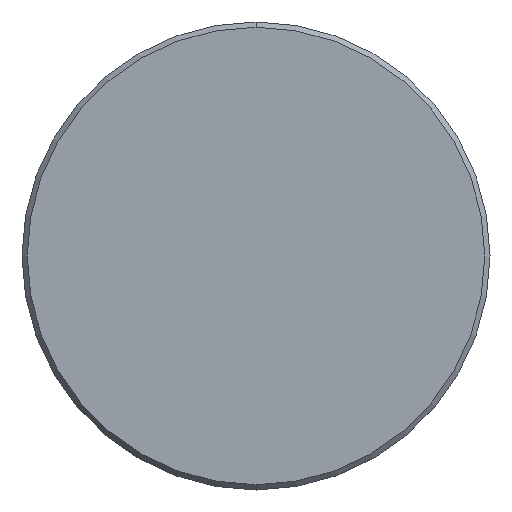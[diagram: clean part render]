
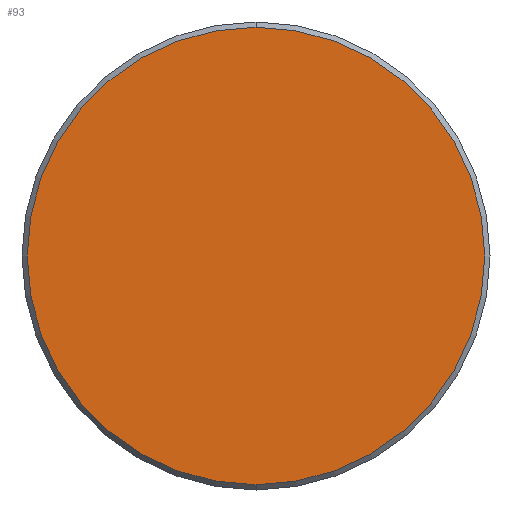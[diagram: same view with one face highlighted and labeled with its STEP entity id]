
A CAD part, front view. The second image highlights one B-rep face of the part: STEP entity #93.
In plain terms, the highlighted planar face has unit normal (0, -1, 0).
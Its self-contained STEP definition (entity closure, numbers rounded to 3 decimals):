
#35 = ORIENTED_EDGE ( 'NONE', *, *, #372, .T. ) ;
#38 = CARTESIAN_POINT ( 'NONE',  ( -12., 0., 0. ) ) ;
#82 = ORIENTED_EDGE ( 'NONE', *, *, #364, .T. ) ;
#86 = VERTEX_POINT ( 'NONE', #506 ) ;
#93 = ADVANCED_FACE ( 'NONE', ( #275 ), #324, .F. ) ;
#122 = AXIS2_PLACEMENT_3D ( 'NONE', #443, #441, #439 ) ;
#133 = AXIS2_PLACEMENT_3D ( 'NONE', #457, #451, #448 ) ;
#226 = EDGE_LOOP ( 'NONE', ( #82, #35 ) ) ;
#241 = AXIS2_PLACEMENT_3D ( 'NONE', #38, #454, #422 ) ;
#275 = FACE_OUTER_BOUND ( 'NONE', #226, .T. ) ;
#317 = CIRCLE ( 'NONE', #133, 11.715 ) ;
#324 = PLANE ( 'NONE',  #241 ) ;
#337 = VERTEX_POINT ( 'NONE', #514 ) ;
#364 = EDGE_CURVE ( 'NONE', #337, #86, #317, .T. ) ;
#372 = EDGE_CURVE ( 'NONE', #86, #337, #375, .T. ) ;
#375 = CIRCLE ( 'NONE', #122, 11.715 ) ;
#422 = DIRECTION ( 'NONE',  ( 0., 0., 1. ) ) ;
#439 = DIRECTION ( 'NONE',  ( 0., 0., 1. ) ) ;
#441 = DIRECTION ( 'NONE',  ( 0., -1., 0. ) ) ;
#443 = CARTESIAN_POINT ( 'NONE',  ( 0., 0., 0. ) ) ;
#448 = DIRECTION ( 'NONE',  ( 0., 0., 1. ) ) ;
#451 = DIRECTION ( 'NONE',  ( 0., -1., 0. ) ) ;
#454 = DIRECTION ( 'NONE',  ( 0., 1., 0. ) ) ;
#457 = CARTESIAN_POINT ( 'NONE',  ( 0., 0., 0. ) ) ;
#506 = CARTESIAN_POINT ( 'NONE',  ( 0., 0., -11.715 ) ) ;
#514 = CARTESIAN_POINT ( 'NONE',  ( 0., 0., 11.715 ) ) ;
